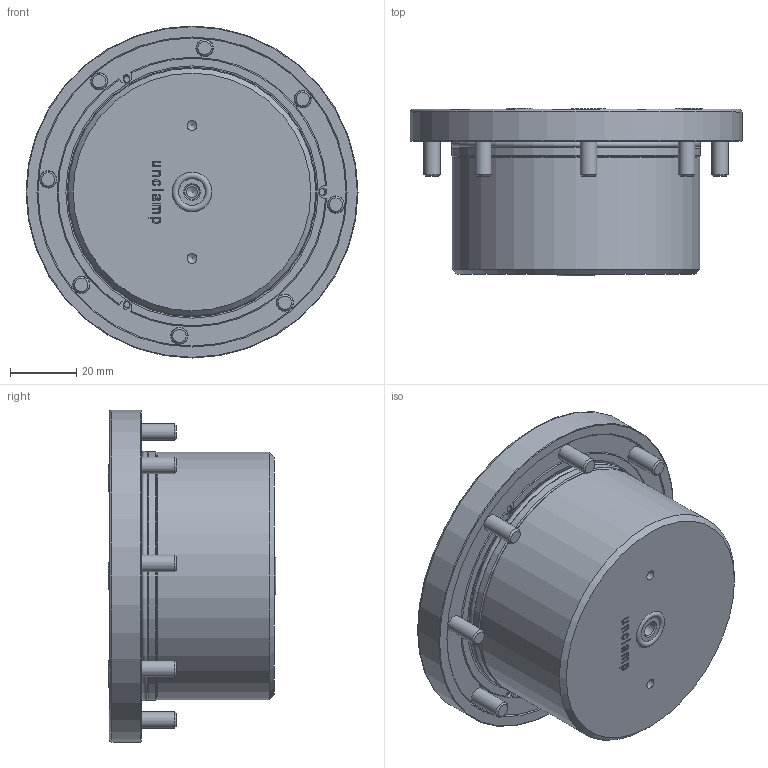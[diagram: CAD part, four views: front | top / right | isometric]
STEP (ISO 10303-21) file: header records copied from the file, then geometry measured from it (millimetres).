
FILE_DESCRIPTION (( 'STEP AP214' ), '1' );
FILE_NAME ('STARK_5000 101-17_A.STEP', '2022-01-26T10:21:11', ( '' ), ( '' ), 'SwSTEP 2.0', 'SolidWorks 2021', '' );
FILE_SCHEMA (( 'AUTOMOTIVE_DESIGN' ));
Length unit declared in the file: millimetre
Products named in the file (1): STARK_5000 101-17_A
Bounding box: 100 x 50.5 x 100 mm (x, y, z)
Volume: 233127.5 mm3; surface area: 37596.3 mm2
Topology: 1 solids, 10 shells, 502 faces, 1130 edges, 742 vertices
Faces by surface type: plane 244, cylinder 118, cone 58, bspline 48, torus 34
Full cylindrical faces by diameter (mm): 0.8 x3, 2 x3, 3 x2, 3.3 x1, 4 x8, 4.3 x1, 5 x8, 5.2 x8, 8 x2, 8.5 x8, 9 x8, 9.5 x8, 10.2 x8, 10.3 x8, 11.5 x3, 12 x1, 32 x1, 32.2 x1, 73.34 x2, 74.6 x1, 75 x1, 100 x1
Entity records: 19552 total; most frequent: CARTESIAN_POINT 5418, DIRECTION 1951, ORIENTED_EDGE 1848, EDGE_CURVE 924, AXIS2_PLACEMENT_3D 766, EDGE_LOOP 746, VERTEX_POINT 686, FACE_OUTER_BOUND 614
